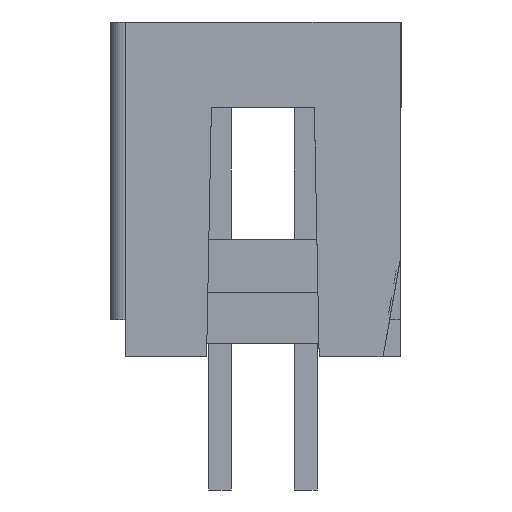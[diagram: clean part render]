
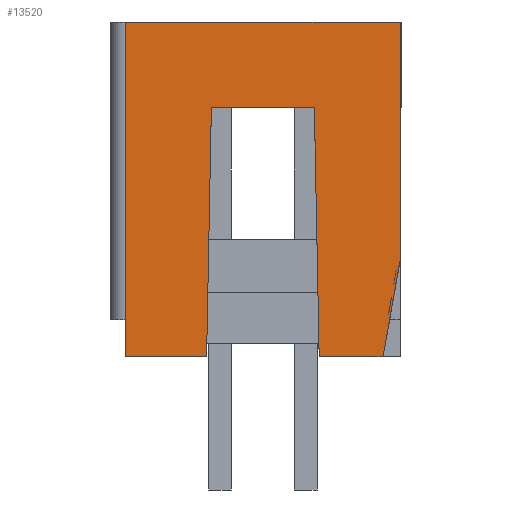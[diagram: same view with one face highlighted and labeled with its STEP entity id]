
A CAD part, left-side view. The second image highlights one B-rep face of the part: STEP entity #13520.
In plain terms, the highlighted planar face has unit normal (-1, 0, 0).
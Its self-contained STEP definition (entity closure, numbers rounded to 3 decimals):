
#9459=CARTESIAN_POINT('',(-44.298,-4.064,2.881));
#9460=VERTEX_POINT('',#9459);
#9467=CARTESIAN_POINT('',(-44.298,-3.556,0.));
#9468=VERTEX_POINT('',#9467);
#9469=CARTESIAN_POINT('',(-44.298,-4.064,2.881));
#9470=DIRECTION('',(0.0,0.174,-0.985));
#9471=VECTOR('',#9470,2.925);
#9472=LINE('',#9469,#9471);
#9473=EDGE_CURVE('',#9460,#9468,#9472,.T.);
#10035=CARTESIAN_POINT('',(-44.298,1.665,0.));
#10036=VERTEX_POINT('',#10035);
#10045=CARTESIAN_POINT('',(-44.298,4.064,0.));
#10046=VERTEX_POINT('',#10045);
#10047=CARTESIAN_POINT('',(-44.298,4.064,0.));
#10048=DIRECTION('',(0.0,-1.0,0.0));
#10049=VECTOR('',#10048,2.399);
#10050=LINE('',#10047,#10049);
#10051=EDGE_CURVE('',#10046,#10036,#10050,.T.);
#10830=CARTESIAN_POINT('',(-44.298,4.064,9.906));
#10831=VERTEX_POINT('',#10830);
#10838=CARTESIAN_POINT('',(-44.298,-4.064,9.906));
#10839=VERTEX_POINT('',#10838);
#10840=CARTESIAN_POINT('',(-44.298,4.064,9.906));
#10841=DIRECTION('',(0.0,-1.0,0.0));
#10842=VECTOR('',#10841,8.128);
#10843=LINE('',#10840,#10842);
#10844=EDGE_CURVE('',#10831,#10839,#10843,.T.);
#10979=CARTESIAN_POINT('',(-44.298,-4.064,2.881));
#10980=DIRECTION('',(0.0,0.0,1.0));
#10981=VECTOR('',#10980,7.025);
#10982=LINE('',#10979,#10981);
#10983=EDGE_CURVE('',#9460,#10839,#10982,.T.);
#13473=CARTESIAN_POINT('',(-44.298,4.47,-0.495));
#13474=DIRECTION('',(-1.0,0.0,0.0));
#13475=DIRECTION('',(0.0,0.0,1.0));
#13476=AXIS2_PLACEMENT_3D('',#13473,#13474,#13475);
#13477=PLANE('',#13476);
#13478=CARTESIAN_POINT('',(-44.298,1.524,7.366));
#13479=VERTEX_POINT('',#13478);
#13480=CARTESIAN_POINT('',(-44.298,1.665,0.));
#13481=DIRECTION('',(0.0,-0.019,1.));
#13482=VECTOR('',#13481,7.367);
#13483=LINE('',#13480,#13482);
#13484=EDGE_CURVE('',#10036,#13479,#13483,.T.);
#13485=ORIENTED_EDGE('',*,*,#13484,.T.);
#13486=CARTESIAN_POINT('',(-44.298,-1.524,7.366));
#13487=VERTEX_POINT('',#13486);
#13488=CARTESIAN_POINT('',(-44.298,1.524,7.366));
#13489=DIRECTION('',(0.0,-1.0,0.0));
#13490=VECTOR('',#13489,3.048);
#13491=LINE('',#13488,#13490);
#13492=EDGE_CURVE('',#13479,#13487,#13491,.T.);
#13493=ORIENTED_EDGE('',*,*,#13492,.T.);
#13494=CARTESIAN_POINT('',(-44.298,-1.665,0.));
#13495=VERTEX_POINT('',#13494);
#13496=CARTESIAN_POINT('',(-44.298,-1.665,0.));
#13497=DIRECTION('',(0.0,0.019,1.));
#13498=VECTOR('',#13497,7.367);
#13499=LINE('',#13496,#13498);
#13500=EDGE_CURVE('',#13495,#13487,#13499,.T.);
#13501=ORIENTED_EDGE('',*,*,#13500,.F.);
#13502=CARTESIAN_POINT('',(-44.298,-1.665,0.));
#13503=DIRECTION('',(0.0,-1.0,0.0));
#13504=VECTOR('',#13503,1.891);
#13505=LINE('',#13502,#13504);
#13506=EDGE_CURVE('',#13495,#9468,#13505,.T.);
#13507=ORIENTED_EDGE('',*,*,#13506,.T.);
#13508=ORIENTED_EDGE('',*,*,#9473,.F.);
#13509=ORIENTED_EDGE('',*,*,#10983,.T.);
#13510=ORIENTED_EDGE('',*,*,#10844,.F.);
#13511=CARTESIAN_POINT('',(-44.298,4.064,9.906));
#13512=DIRECTION('',(0.0,0.0,-1.0));
#13513=VECTOR('',#13512,9.906);
#13514=LINE('',#13511,#13513);
#13515=EDGE_CURVE('',#10831,#10046,#13514,.T.);
#13516=ORIENTED_EDGE('',*,*,#13515,.T.);
#13517=ORIENTED_EDGE('',*,*,#10051,.T.);
#13518=EDGE_LOOP('',(#13485,#13493,#13501,#13507,#13508,#13509,#13510,#13516,#13517));
#13519=FACE_OUTER_BOUND('',#13518,.T.);
#13520=ADVANCED_FACE('',(#13519),#13477,.T.);
